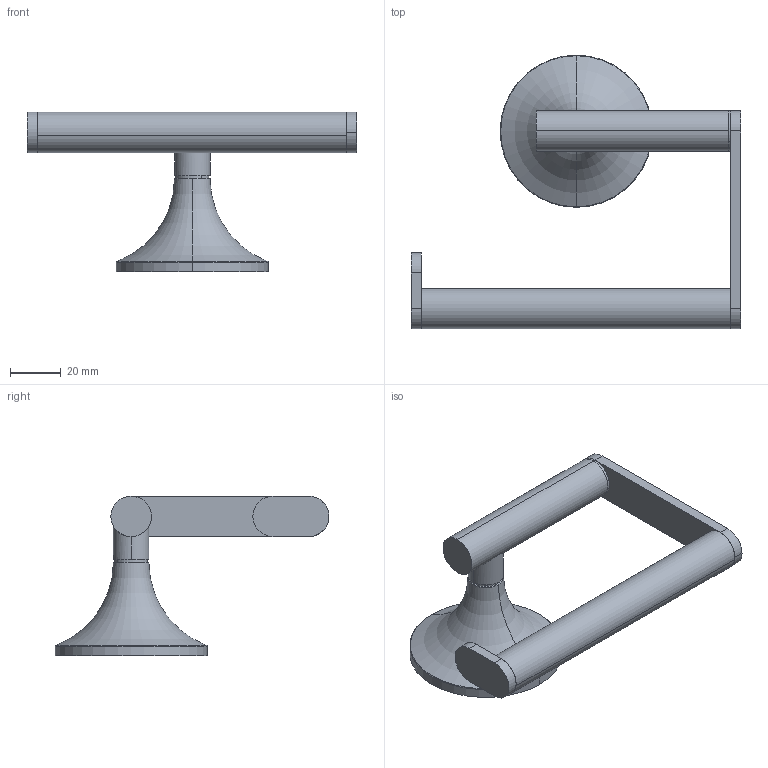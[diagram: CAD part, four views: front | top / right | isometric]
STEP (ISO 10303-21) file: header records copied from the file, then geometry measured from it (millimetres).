
FILE_DESCRIPTION (( 'STEP AP214' ), '1' );
FILE_NAME ('83500809.STEP', '2019-10-24T05:48:51', ( '' ), ( '' ), 'SwSTEP 2.0', 'SolidWorks 2017', '' );
FILE_SCHEMA (( 'AUTOMOTIVE_DESIGN' ));
Length unit declared in the file: millimetre
Products named in the file (8): 83500809; Planungsmodell_Rohr_gerade-+-28.568.780-10_ _K364_16x122; Planungsmodell_Arm-+-08.17.67.516-1; Planungsmodell_Stopfen-+-08.31.20.540-1; Planungsmodell_Rohr_gerade-+-28.568.780-10_ _K363_16x0,9; Planungsmodell_T-Stueck-+-05.17.97.583.00-1; Planungsmodell_Rohr_gerade-+-28.568.780-10_ _K246_13,1x10; Planungsmodell_Rosette-+-08.27.80.500.90-01_K1_D60x37_D14
Assembly tree (7 placements, depth 2):
  83500809
    Planungsmodell_Rosette-+-08.27.80.500.90-01_K1_D60x37_D14
    Planungsmodell_Rohr_gerade-+-28.568.780-10_ _K246_13,1x10
    Planungsmodell_T-Stueck-+-05.17.97.583.00-1
    Planungsmodell_Rohr_gerade-+-28.568.780-10_ _K363_16x0,9
    Planungsmodell_Arm-+-08.17.67.516-1
    Planungsmodell_Rohr_gerade-+-28.568.780-10_ _K364_16x122
    Planungsmodell_Stopfen-+-08.31.20.540-1
Bounding box: 130 x 108 x 63 mm (x, y, z)
Volume: 83364.9 mm3; surface area: 24673.7 mm2
Topology: 7 solids, 7 shells, 42 faces, 76 edges, 48 vertices
Faces by surface type: plane 19, cylinder 17, torus 6
Entity records: 1565 total; most frequent: CARTESIAN_POINT 276, DIRECTION 222, ORIENTED_EDGE 152, AXIS2_PLACEMENT_3D 96, EDGE_CURVE 76, VERTEX_POINT 48, CIRCLE 44, EDGE_LOOP 42
